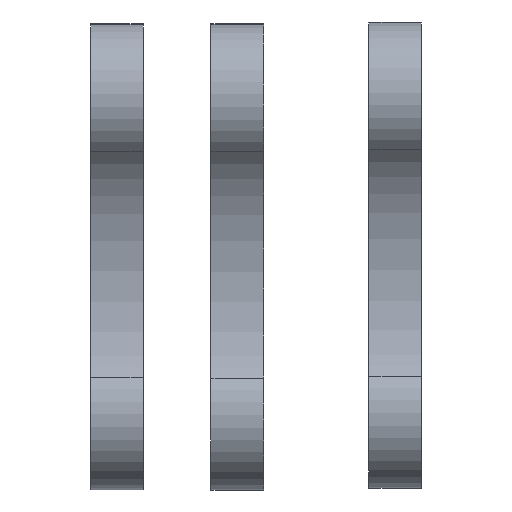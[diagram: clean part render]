
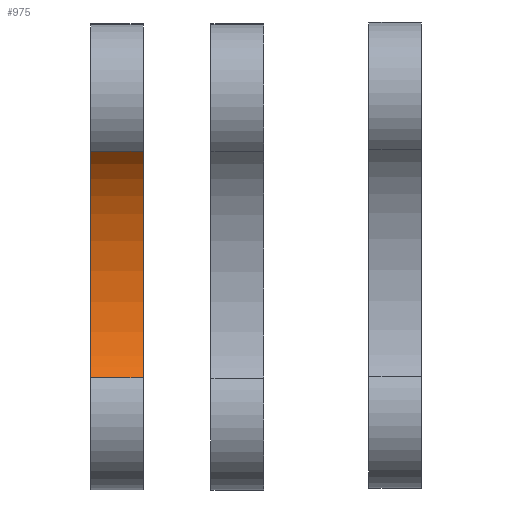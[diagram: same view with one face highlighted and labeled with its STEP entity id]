
A CAD part, left-side view. The second image highlights one B-rep face of the part: STEP entity #975.
In plain terms, the highlighted free-form (B-spline) face has degree [3, 1] with [4, 2] control points.
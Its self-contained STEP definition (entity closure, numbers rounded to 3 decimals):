
#80 = VERTEX_POINT ( 'NONE', #580 ) ;
#114 = ORIENTED_EDGE ( 'NONE', *, *, #519, .F. ) ;
#126 = VERTEX_POINT ( 'NONE', #817 ) ;
#217 = LINE ( 'NONE', #392, #507 ) ;
#227 = CARTESIAN_POINT ( 'NONE',  ( 10., -27.561, 22.164 ) ) ;
#233 = CARTESIAN_POINT ( 'NONE',  ( 0., -27.561, 22.164 ) ) ;
#238 = CARTESIAN_POINT ( 'NONE',  ( 10., -27.561, 22.164 ) ) ;
#286 = VERTEX_POINT ( 'NONE', #315 ) ;
#315 = CARTESIAN_POINT ( 'NONE',  ( 0., -28.225, -21.312 ) ) ;
#373 = CARTESIAN_POINT ( 'NONE',  ( 0., -19.281, -10.978 ) ) ;
#392 = CARTESIAN_POINT ( 'NONE',  ( 10., -27.561, 22.164 ) ) ;
#393 = CARTESIAN_POINT ( 'NONE',  ( 10., -18.937, 11.561 ) ) ;
#407 = LINE ( 'NONE', #470, #527 ) ;
#460 = CARTESIAN_POINT ( 'NONE',  ( 10., -18.937, 11.561 ) ) ;
#470 = CARTESIAN_POINT ( 'NONE',  ( 10., -28.225, -21.312 ) ) ;
#499 = EDGE_LOOP ( 'NONE', ( #862, #114, #916, #768 ) ) ;
#507 = VECTOR ( 'NONE', #713, 1000. ) ;
#519 = EDGE_CURVE ( 'NONE', #80, #286, #407, .T. ) ;
#527 = VECTOR ( 'NONE', #794, 1000. ) ;
#545 = CARTESIAN_POINT ( 'NONE',  ( 10., -28.225, -21.312 ) ) ;
#547 = B_SPLINE_CURVE_WITH_KNOTS ( 'NONE', 3,
 ( #238, #393, #881, #696 ),
 .UNSPECIFIED., .F., .F.,
 ( 4, 4 ),
 ( 0., 1. ),
 .UNSPECIFIED. ) ;
#580 = CARTESIAN_POINT ( 'NONE',  ( 10., -28.225, -21.312 ) ) ;
#596 = CARTESIAN_POINT ( 'NONE',  ( 0., -18.937, 11.561 ) ) ;
#633 = EDGE_CURVE ( 'NONE', #786, #80, #547, .T. ) ;
#666 = B_SPLINE_CURVE_WITH_KNOTS ( 'NONE', 3,
 ( #847, #596, #373, #832 ),
 .UNSPECIFIED., .F., .F.,
 ( 4, 4 ),
 ( 0., 1. ),
 .UNSPECIFIED. ) ;
#689 = CARTESIAN_POINT ( 'NONE',  ( 10., -19.281, -10.978 ) ) ;
#696 = CARTESIAN_POINT ( 'NONE',  ( 10., -28.225, -21.312 ) ) ;
#713 = DIRECTION ( 'NONE',  ( -1., 0., 0. ) ) ;
#767 = CARTESIAN_POINT ( 'NONE',  ( 10., -27.561, 22.164 ) ) ;
#768 = ORIENTED_EDGE ( 'NONE', *, *, #958, .T. ) ;
#784 = CARTESIAN_POINT ( 'NONE',  ( 0., -28.225, -21.312 ) ) ;
#786 = VERTEX_POINT ( 'NONE', #767 ) ;
#788 = B_SPLINE_SURFACE_WITH_KNOTS ( 'NONE', 3, 1, ( 
 ( #227, #233 ),
 ( #460, #1033 ),
 ( #689, #1026 ),
 ( #545, #784 ) ),
 .UNSPECIFIED., .F., .F., .F.,
 ( 4, 4 ),
 ( 2, 2 ),
 ( 0., 1. ),
 ( 0., 1. ),
 .UNSPECIFIED. ) ;
#794 = DIRECTION ( 'NONE',  ( -1., 0., 0. ) ) ;
#817 = CARTESIAN_POINT ( 'NONE',  ( 0., -27.561, 22.164 ) ) ;
#822 = EDGE_CURVE ( 'NONE', #126, #286, #666, .T. ) ;
#832 = CARTESIAN_POINT ( 'NONE',  ( 0., -28.225, -21.312 ) ) ;
#847 = CARTESIAN_POINT ( 'NONE',  ( 0., -27.561, 22.164 ) ) ;
#862 = ORIENTED_EDGE ( 'NONE', *, *, #822, .T. ) ;
#877 = FACE_OUTER_BOUND ( 'NONE', #499, .T. ) ;
#881 = CARTESIAN_POINT ( 'NONE',  ( 10., -19.281, -10.978 ) ) ;
#916 = ORIENTED_EDGE ( 'NONE', *, *, #633, .F. ) ;
#958 = EDGE_CURVE ( 'NONE', #786, #126, #217, .T. ) ;
#975 = ADVANCED_FACE ( 'NONE', ( #877 ), #788, .F. ) ;
#1026 = CARTESIAN_POINT ( 'NONE',  ( 0., -19.281, -10.978 ) ) ;
#1033 = CARTESIAN_POINT ( 'NONE',  ( 0., -18.937, 11.561 ) ) ;
